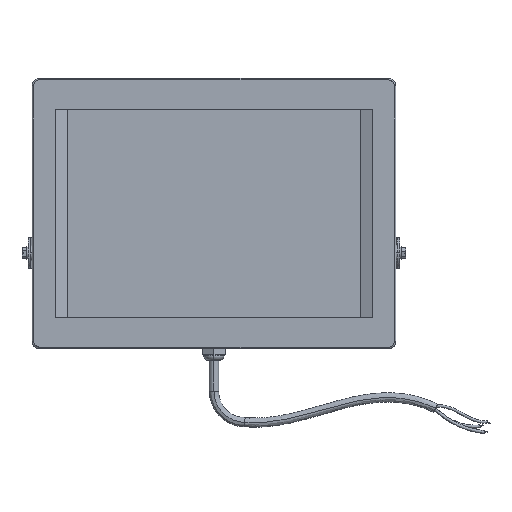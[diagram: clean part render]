
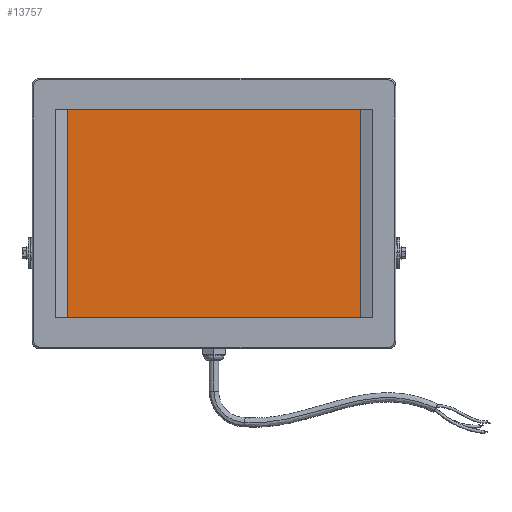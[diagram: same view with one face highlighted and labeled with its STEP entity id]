
A CAD part, top view. The second image highlights one B-rep face of the part: STEP entity #13757.
In plain terms, the highlighted planar face has unit normal (0, 0, 1).
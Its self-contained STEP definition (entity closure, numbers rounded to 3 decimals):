
#130 = ORIENTED_EDGE ( 'NONE', *, *, #21196, .T. ) ;
#2025 = ORIENTED_EDGE ( 'NONE', *, *, #20677, .F. ) ;
#2594 = VERTEX_POINT ( 'NONE', #19704 ) ;
#2717 = PLANE ( 'NONE',  #15599 ) ;
#3205 = CARTESIAN_POINT ( 'NONE',  ( -94.75, 67.5, 28.5 ) ) ;
#3339 = DIRECTION ( 'NONE',  ( 0., -1., 0. ) ) ;
#4043 = CARTESIAN_POINT ( 'NONE',  ( -94.75, 67.5, 28.5 ) ) ;
#4876 = DIRECTION ( 'NONE',  ( 0., -1., 0. ) ) ;
#5019 = FACE_OUTER_BOUND ( 'NONE', #8161, .T. ) ;
#5258 = VERTEX_POINT ( 'NONE', #16198 ) ;
#6646 = VECTOR ( 'NONE', #3339, 1000. ) ;
#8161 = EDGE_LOOP ( 'NONE', ( #14708, #2025, #18812, #130 ) ) ;
#8998 = DIRECTION ( 'NONE',  ( -1., 0., 0. ) ) ;
#10301 = EDGE_CURVE ( 'NONE', #15589, #5258, #10772, .T. ) ;
#10772 = LINE ( 'NONE', #3205, #19811 ) ;
#10995 = CARTESIAN_POINT ( 'NONE',  ( 94.75, 67.5, 28.5 ) ) ;
#11003 = EDGE_CURVE ( 'NONE', #2594, #16229, #12024, .T. ) ;
#12024 = LINE ( 'NONE', #21384, #6646 ) ;
#12360 = DIRECTION ( 'NONE',  ( 0., 0., -1. ) ) ;
#13757 = ADVANCED_FACE ( 'NONE', ( #5019 ), #2717, .F. ) ;
#14162 = VECTOR ( 'NONE', #17059, 1000. ) ;
#14708 = ORIENTED_EDGE ( 'NONE', *, *, #10301, .T. ) ;
#15187 = CARTESIAN_POINT ( 'NONE',  ( 94.75, -67.5, 28.5 ) ) ;
#15589 = VERTEX_POINT ( 'NONE', #4043 ) ;
#15599 = AXIS2_PLACEMENT_3D ( 'NONE', #10995, #12360, #17385 ) ;
#15681 = VECTOR ( 'NONE', #8998, 1000. ) ;
#16198 = CARTESIAN_POINT ( 'NONE',  ( -94.75, -67.5, 28.5 ) ) ;
#16229 = VERTEX_POINT ( 'NONE', #19057 ) ;
#17059 = DIRECTION ( 'NONE',  ( -1., 0., 0. ) ) ;
#17385 = DIRECTION ( 'NONE',  ( -1., 0., 0. ) ) ;
#18812 = ORIENTED_EDGE ( 'NONE', *, *, #11003, .F. ) ;
#18929 = CARTESIAN_POINT ( 'NONE',  ( 94.75, 67.5, 28.5 ) ) ;
#19057 = CARTESIAN_POINT ( 'NONE',  ( 94.75, -67.5, 28.5 ) ) ;
#19704 = CARTESIAN_POINT ( 'NONE',  ( 94.75, 67.5, 28.5 ) ) ;
#19811 = VECTOR ( 'NONE', #4876, 1000. ) ;
#20119 = LINE ( 'NONE', #15187, #14162 ) ;
#20677 = EDGE_CURVE ( 'NONE', #16229, #5258, #20119, .T. ) ;
#21098 = LINE ( 'NONE', #18929, #15681 ) ;
#21196 = EDGE_CURVE ( 'NONE', #2594, #15589, #21098, .T. ) ;
#21384 = CARTESIAN_POINT ( 'NONE',  ( 94.75, 67.5, 28.5 ) ) ;
